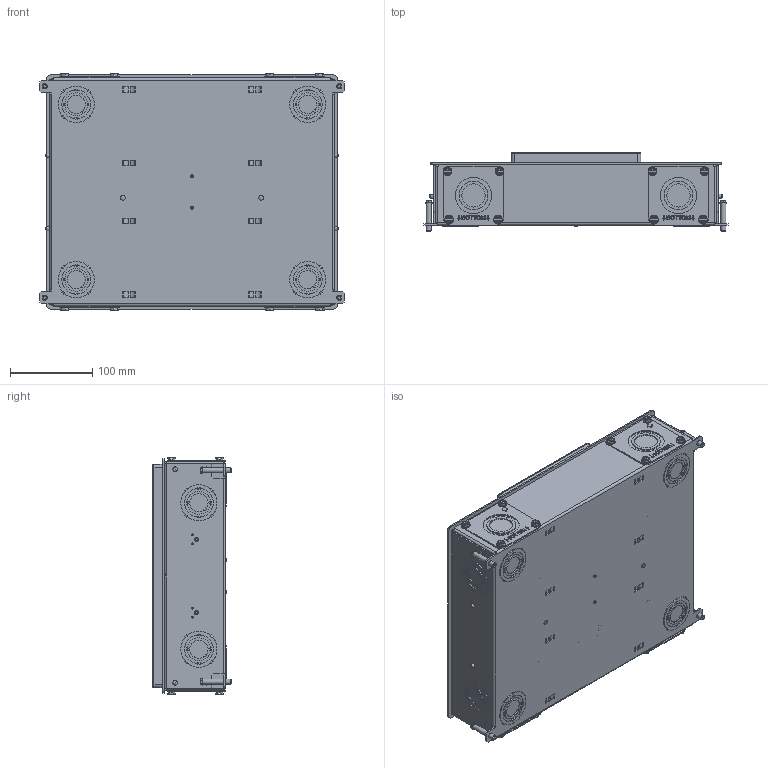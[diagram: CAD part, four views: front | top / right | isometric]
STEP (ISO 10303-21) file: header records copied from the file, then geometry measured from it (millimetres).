
FILE_DESCRIPTION(/* description */ (''),/* implementation_level */ '2;1');
FILE_NAME(/* name */ 'M-14124 CFB4G30(CR)E.stp',/* time_stamp */ '2023-10-17T12:48:58-04:00',/* author */ ('adiakomis'),/* organization */ (''),/* preprocessor_version */ 'ST-DEVELOPER v18.1',/* originating_system */ 'AutoCAD Mechanical',/* authorisation */ '');
FILE_SCHEMA (('AUTOMOTIVE_DESIGN { 1 0 10303 214 3 1 1 }'));
Products named in the file (2): Product; M-14124_Shrinkwrap_1
Assembly tree (1 placements, depth 2):
  Product
    M-14124_Shrinkwrap_1
Bounding box: 370.08 x 96.49 x 287.76 mm (x, y, z)
Volume: 7808032 mm3; surface area: 376266 mm2
Topology: 1 solids, 115 shells, 8518 faces, 23212 edges, 15420 vertices
Faces by surface type: plane 4854, bspline 2461, cylinder 995, sphere 106, cone 100, torus 2
Full cylindrical faces by diameter (mm): 3.124 x2, 3.175 x4, 3.454 x2, 3.505 x2, 3.556 x4, 4.826 x4, 5.08 x4, 5.174 x5, 5.258 x12, 5.664 x2, 6.35 x13, 8.509 x4, 10.516 x16, 28.169 x9, 34.925 x8, 44.044 x8, 62.992 x4
Entity records: 288831 total; most frequent: CARTESIAN_POINT 89569, ORIENTED_EDGE 46380, DIRECTION 31884, EDGE_CURVE 23190, VERTEX_POINT 15420, LINE 14984, VECTOR 14984, EDGE_LOOP 9302
